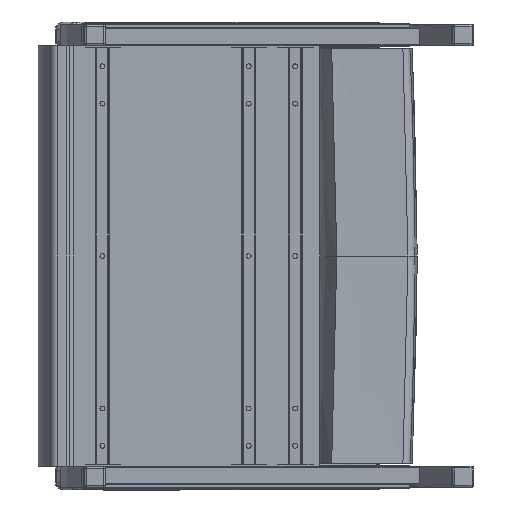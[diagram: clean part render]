
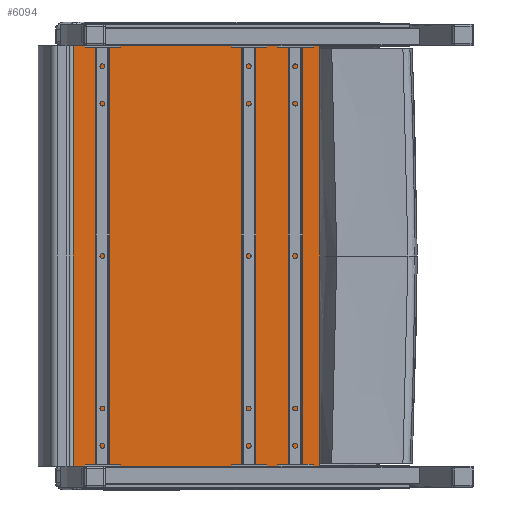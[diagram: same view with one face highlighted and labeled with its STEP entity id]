
A CAD part, front view. The second image highlights one B-rep face of the part: STEP entity #6094.
In plain terms, the highlighted planar face has unit normal (0, -1, 0).
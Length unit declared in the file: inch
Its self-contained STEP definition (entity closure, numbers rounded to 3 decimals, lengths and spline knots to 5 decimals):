
#564=LINE('',#10170,#945);
#568=LINE('',#10189,#949);
#572=LINE('',#10204,#953);
#573=LINE('',#10205,#954);
#945=VECTOR('',#7093,17.59422);
#949=VECTOR('',#7111,30.);
#953=VECTOR('',#7129,17.59422);
#954=VECTOR('',#7130,30.);
#1326=PLANE('',#6429);
#1493=FACE_OUTER_BOUND('',#1843,.T.);
#1843=EDGE_LOOP('',(#4469,#4470,#4471,#4472));
#2830=VERTEX_POINT('',#10167);
#2831=VERTEX_POINT('',#10169);
#2839=VERTEX_POINT('',#10187);
#2843=VERTEX_POINT('',#10203);
#3467=EDGE_CURVE('',#2830,#2831,#564,.T.);
#3477=EDGE_CURVE('',#2830,#2839,#568,.T.);
#3484=EDGE_CURVE('',#2843,#2839,#572,.T.);
#3485=EDGE_CURVE('',#2831,#2843,#573,.T.);
#4469=ORIENTED_EDGE('',*,*,#3467,.F.);
#4470=ORIENTED_EDGE('',*,*,#3477,.T.);
#4471=ORIENTED_EDGE('',*,*,#3484,.F.);
#4472=ORIENTED_EDGE('',*,*,#3485,.F.);
#6094=ADVANCED_FACE('',(#1493),#1326,.T.);
#6429=AXIS2_PLACEMENT_3D('',#10202,#7127,#7128);
#7093=DIRECTION('',(-1.,0.,0.));
#7111=DIRECTION('',(0.,0.,1.));
#7127=DIRECTION('center_axis',(0.,-1.,0.));
#7128=DIRECTION('ref_axis',(1.,0.,0.));
#7129=DIRECTION('',(1.,0.,0.));
#7130=DIRECTION('',(0.,0.,1.));
#10167=CARTESIAN_POINT('',(5.73372,-1.86655,0.));
#10169=CARTESIAN_POINT('',(-11.8605,-1.86655,0.));
#10170=CARTESIAN_POINT('',(5.73372,-1.86655,0.));
#10187=CARTESIAN_POINT('',(5.73372,-1.86655,30.));
#10189=CARTESIAN_POINT('',(5.73372,-1.86655,0.));
#10202=CARTESIAN_POINT('Origin',(-11.8605,-1.86655,0.));
#10203=CARTESIAN_POINT('',(-11.8605,-1.86655,30.));
#10204=CARTESIAN_POINT('',(4.31556,-1.86655,30.));
#10205=CARTESIAN_POINT('',(-11.8605,-1.86655,0.));
